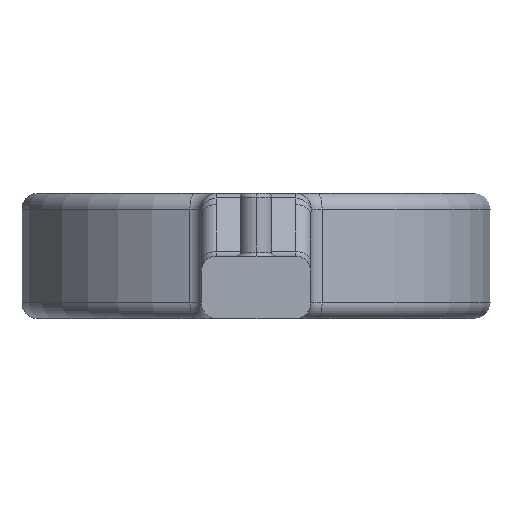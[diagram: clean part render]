
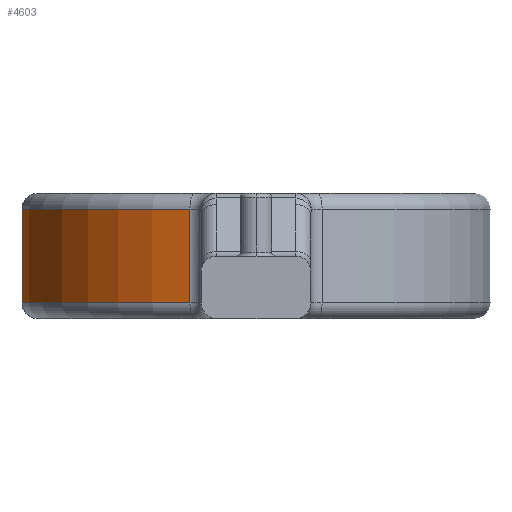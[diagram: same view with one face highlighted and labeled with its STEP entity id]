
A CAD part, left-side view. The second image highlights one B-rep face of the part: STEP entity #4603.
In plain terms, the highlighted cylindrical face has radius 15 mm (diameter 30 mm), a partial arc.
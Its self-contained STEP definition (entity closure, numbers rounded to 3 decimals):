
#160 = AXIS2_PLACEMENT_3D ( 'NONE', #1546, #3516, #5837 ) ;
#414 = ORIENTED_EDGE ( 'NONE', *, *, #3497, .T. ) ;
#624 = ORIENTED_EDGE ( 'NONE', *, *, #2258, .T. ) ;
#969 = CARTESIAN_POINT ( 'NONE',  ( 14.395, 4.219, 1. ) ) ;
#1159 = DIRECTION ( 'NONE',  ( 0., 0., -1. ) ) ;
#1375 = CARTESIAN_POINT ( 'NONE',  ( 14.395, 4.219, 8. ) ) ;
#1546 = CARTESIAN_POINT ( 'NONE',  ( 0., 0., 1. ) ) ;
#1581 = ORIENTED_EDGE ( 'NONE', *, *, #1735, .T. ) ;
#1660 = AXIS2_PLACEMENT_3D ( 'NONE', #3178, #4604, #4732 ) ;
#1705 = VERTEX_POINT ( 'NONE', #5877 ) ;
#1719 = FACE_OUTER_BOUND ( 'NONE', #5101, .T. ) ;
#1735 = EDGE_CURVE ( 'NONE', #4800, #1705, #2900, .T. ) ;
#2185 = CYLINDRICAL_SURFACE ( 'NONE', #2896, 15. ) ;
#2258 = EDGE_CURVE ( 'NONE', #5443, #6099, #5003, .T. ) ;
#2270 = LINE ( 'NONE', #1375, #4485 ) ;
#2312 = LINE ( 'NONE', #4302, #4207 ) ;
#2635 = CARTESIAN_POINT ( 'NONE',  ( 0., 0., 8. ) ) ;
#2820 = DIRECTION ( 'NONE',  ( 0., 0., 1. ) ) ;
#2896 = AXIS2_PLACEMENT_3D ( 'NONE', #2635, #1159, #4127 ) ;
#2900 = CIRCLE ( 'NONE', #160, 15. ) ;
#3178 = CARTESIAN_POINT ( 'NONE',  ( 0., 0., 7. ) ) ;
#3497 = EDGE_CURVE ( 'NONE', #1705, #5443, #2312, .T. ) ;
#3516 = DIRECTION ( 'NONE',  ( 0., 0., 1. ) ) ;
#3764 = DIRECTION ( 'NONE',  ( 0., 0., -1. ) ) ;
#4075 = CARTESIAN_POINT ( 'NONE',  ( -14.395, 4.219, 7. ) ) ;
#4118 = CARTESIAN_POINT ( 'NONE',  ( 14.395, 4.219, 7. ) ) ;
#4127 = DIRECTION ( 'NONE',  ( -1., 0., 0. ) ) ;
#4207 = VECTOR ( 'NONE', #2820, 1000. ) ;
#4302 = CARTESIAN_POINT ( 'NONE',  ( -14.395, 4.219, 8. ) ) ;
#4485 = VECTOR ( 'NONE', #3764, 1000. ) ;
#4603 = ADVANCED_FACE ( 'NONE', ( #1719 ), #2185, .T. ) ;
#4604 = DIRECTION ( 'NONE',  ( 0., 0., -1. ) ) ;
#4732 = DIRECTION ( 'NONE',  ( 1., 0., 0. ) ) ;
#4800 = VERTEX_POINT ( 'NONE', #969 ) ;
#5003 = CIRCLE ( 'NONE', #1660, 15. ) ;
#5101 = EDGE_LOOP ( 'NONE', ( #414, #624, #5502, #1581 ) ) ;
#5443 = VERTEX_POINT ( 'NONE', #4075 ) ;
#5502 = ORIENTED_EDGE ( 'NONE', *, *, #6279, .T. ) ;
#5837 = DIRECTION ( 'NONE',  ( 1., 0., 0. ) ) ;
#5877 = CARTESIAN_POINT ( 'NONE',  ( -14.395, 4.219, 1. ) ) ;
#6099 = VERTEX_POINT ( 'NONE', #4118 ) ;
#6279 = EDGE_CURVE ( 'NONE', #6099, #4800, #2270, .T. ) ;
